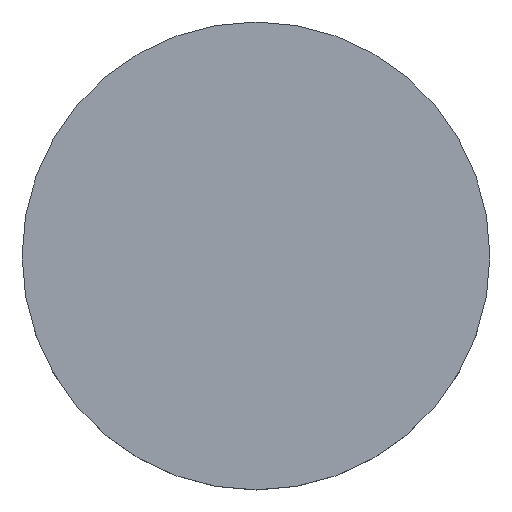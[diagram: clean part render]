
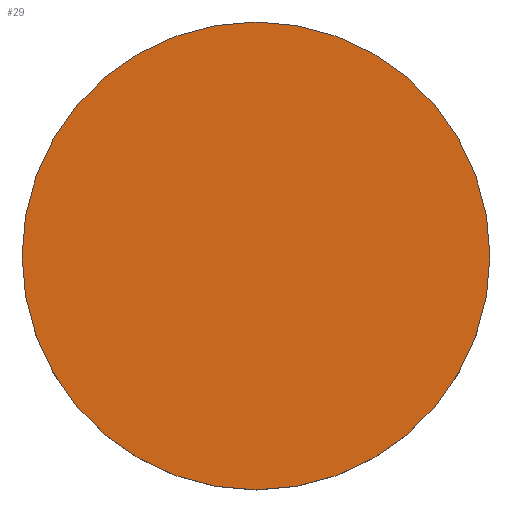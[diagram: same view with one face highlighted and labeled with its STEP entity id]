
A CAD part, top view. The second image highlights one B-rep face of the part: STEP entity #29.
In plain terms, the highlighted planar face has unit normal (0, 0, 1).
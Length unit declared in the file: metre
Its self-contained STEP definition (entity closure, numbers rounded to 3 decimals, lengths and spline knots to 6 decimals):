
#29 = ADVANCED_FACE( '', ( #54 ), #55, .T. );
#54 = FACE_OUTER_BOUND( '', #71, .T. );
#55 = PLANE( '', #72 );
#71 = EDGE_LOOP( '', ( #84 ) );
#72 = AXIS2_PLACEMENT_3D( '', #85, #86, #87 );
#84 = ORIENTED_EDGE( '', *, *, #94, .T. );
#85 = CARTESIAN_POINT( '', ( 0., 0., 0.0254 ) );
#86 = DIRECTION( '', ( 0., 0., 1. ) );
#87 = DIRECTION( '', ( 1., 0., 0. ) );
#94 = EDGE_CURVE( '', #99, #99, #100, .T. );
#99 = VERTEX_POINT( '', #106 );
#100 = CIRCLE( '', #107, 0.091049 );
#106 = CARTESIAN_POINT( '', ( 0.091049, 0., 0.0254 ) );
#107 = AXIS2_PLACEMENT_3D( '', #112, #113, #114 );
#112 = CARTESIAN_POINT( '', ( 0., 0., 0.0254 ) );
#113 = DIRECTION( '', ( 0., 0., 1. ) );
#114 = DIRECTION( '', ( 1., 0., 0. ) );
